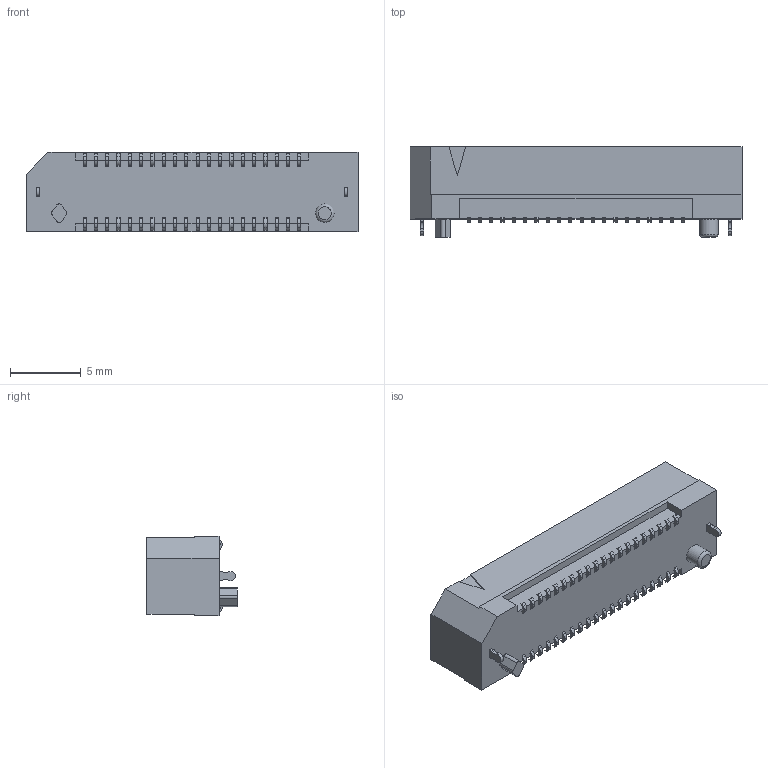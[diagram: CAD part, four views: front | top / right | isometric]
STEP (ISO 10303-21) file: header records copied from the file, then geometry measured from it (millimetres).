
FILE_DESCRIPTION(/* description */ ('STEP AP214'),/* implementation_level */ '2;1');
FILE_NAME(/* name */ 'ERF8-020-05.0-S-DV-L-TR',/* time_stamp */ '2023-10-27T04:02:38+02:00',/* author */ ('License CC BY-ND 4.0'),/* organization */ ('CADENAS'),/* preprocessor_version */ 'ST-DEVELOPER v19.3',/* originating_system */ 'PARTsolutions',/* authorisation */ ' ');
FILE_SCHEMA (('AUTOMOTIVE_DESIGN {1 0 10303 214 3 1 1}'));
Products named in the file (4): ERF8-020-05.0-S-DV-L-TR; ERF8-C-211-05.0-0202PN; ERF8-C-211-05.0-020PN; ERF8-020-05.0-DV-LTR
Assembly tree (3 placements, depth 2):
  ERF8-020-05.0-S-DV-L-TR
    ERF8-C-211-05.0-0202PN
    ERF8-C-211-05.0-020PN
    ERF8-020-05.0-DV-LTR
Bounding box: 23.5 x 6.38 x 5.6 mm (x, y, z)
Volume: 342.7 mm3; surface area: 1250.5 mm2
Topology: 3 solids, 3 shells, 1975 faces, 5978 edges, 4012 vertices
Faces by surface type: plane 1321, cylinder 653, torus 1
Full cylindrical faces by diameter (mm): 1.32 x1
Entity records: 69824 total; most frequent: CARTESIAN_POINT 12205, ORIENTED_EDGE 11950, DIRECTION 11320, EDGE_CURVE 5975, LINE 4428, VECTOR 4428, VERTEX_POINT 4011, AXIS2_PLACEMENT_3D 3446
